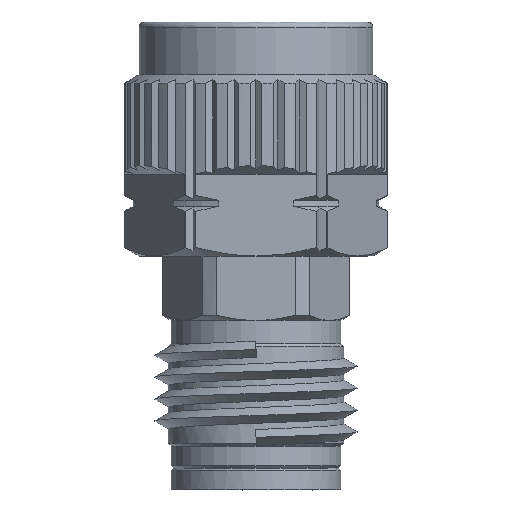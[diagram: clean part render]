
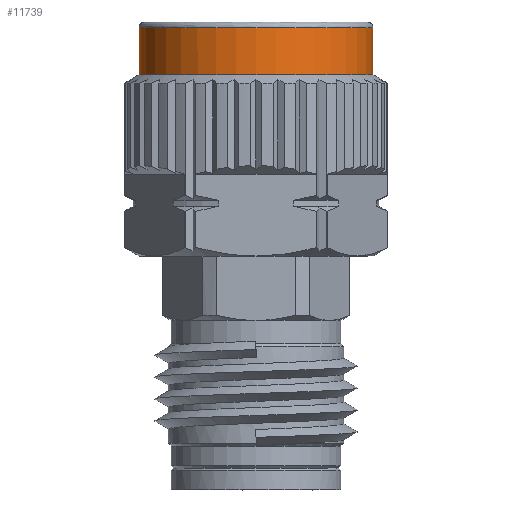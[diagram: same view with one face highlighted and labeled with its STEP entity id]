
A CAD part, front view. The second image highlights one B-rep face of the part: STEP entity #11739.
In plain terms, the highlighted cylindrical face has radius 4 mm (diameter 8 mm), a partial arc.
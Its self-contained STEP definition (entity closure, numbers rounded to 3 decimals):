
#126 = DIRECTION ( 'NONE',  ( 0., 0., -1. ) ) ;
#334 = CARTESIAN_POINT ( 'NONE',  ( -3.992, 0.008, 202.055 ) ) ;
#1043 = DIRECTION ( 'NONE',  ( -1., 0., 0. ) ) ;
#1883 = CARTESIAN_POINT ( 'NONE',  ( -3.992, 0.008, 202.855 ) ) ;
#1980 = VECTOR ( 'NONE', #9641, 1000. ) ;
#3081 = DIRECTION ( 'NONE',  ( -1., 0., 0. ) ) ;
#3372 = DIRECTION ( 'NONE',  ( 0., 0., 1. ) ) ;
#3685 = EDGE_CURVE ( 'NONE', #9075, #7299, #5005, .T. ) ;
#4582 = EDGE_CURVE ( 'NONE', #15770, #9075, #12470, .T. ) ;
#4757 = ORIENTED_EDGE ( 'NONE', *, *, #10766, .T. ) ;
#4796 = VERTEX_POINT ( 'NONE', #334 ) ;
#4979 = CARTESIAN_POINT ( 'NONE',  ( -3.992, 0.008, 203.655 ) ) ;
#5005 = LINE ( 'NONE', #10818, #1980 ) ;
#5362 = VECTOR ( 'NONE', #126, 1000. ) ;
#5981 = AXIS2_PLACEMENT_3D ( 'NONE', #17979, #12129, #11744 ) ;
#6319 = ORIENTED_EDGE ( 'NONE', *, *, #4582, .F. ) ;
#6367 = CARTESIAN_POINT ( 'NONE',  ( 4.008, 0.008, 203.655 ) ) ;
#6646 = ORIENTED_EDGE ( 'NONE', *, *, #9976, .T. ) ;
#7299 = VERTEX_POINT ( 'NONE', #12789 ) ;
#8419 = CYLINDRICAL_SURFACE ( 'NONE', #10770, 4. ) ;
#8439 = EDGE_LOOP ( 'NONE', ( #15457, #6319, #4757, #6646 ) ) ;
#9075 = VERTEX_POINT ( 'NONE', #6367 ) ;
#9641 = DIRECTION ( 'NONE',  ( 0., 0., -1. ) ) ;
#9976 = EDGE_CURVE ( 'NONE', #4796, #7299, #18994, .T. ) ;
#10724 = LINE ( 'NONE', #1883, #5362 ) ;
#10766 = EDGE_CURVE ( 'NONE', #15770, #4796, #10724, .T. ) ;
#10770 = AXIS2_PLACEMENT_3D ( 'NONE', #15906, #14356, #1043 ) ;
#10818 = CARTESIAN_POINT ( 'NONE',  ( 4.008, 0.008, 202.855 ) ) ;
#11739 = ADVANCED_FACE ( 'NONE', ( #18649 ), #8419, .T. ) ;
#11744 = DIRECTION ( 'NONE',  ( -1., 0., 0. ) ) ;
#12129 = DIRECTION ( 'NONE',  ( 0., 0., 1. ) ) ;
#12470 = CIRCLE ( 'NONE', #14979, 4. ) ;
#12789 = CARTESIAN_POINT ( 'NONE',  ( 4.008, 0.008, 202.055 ) ) ;
#14356 = DIRECTION ( 'NONE',  ( 0., 0., -1. ) ) ;
#14979 = AXIS2_PLACEMENT_3D ( 'NONE', #16576, #3372, #3081 ) ;
#15457 = ORIENTED_EDGE ( 'NONE', *, *, #3685, .F. ) ;
#15770 = VERTEX_POINT ( 'NONE', #4979 ) ;
#15906 = CARTESIAN_POINT ( 'NONE',  ( 0.008, 0.008, 202.855 ) ) ;
#16576 = CARTESIAN_POINT ( 'NONE',  ( 0.008, 0.008, 203.655 ) ) ;
#17979 = CARTESIAN_POINT ( 'NONE',  ( 0.008, 0.008, 202.055 ) ) ;
#18649 = FACE_OUTER_BOUND ( 'NONE', #8439, .T. ) ;
#18994 = CIRCLE ( 'NONE', #5981, 4. ) ;
